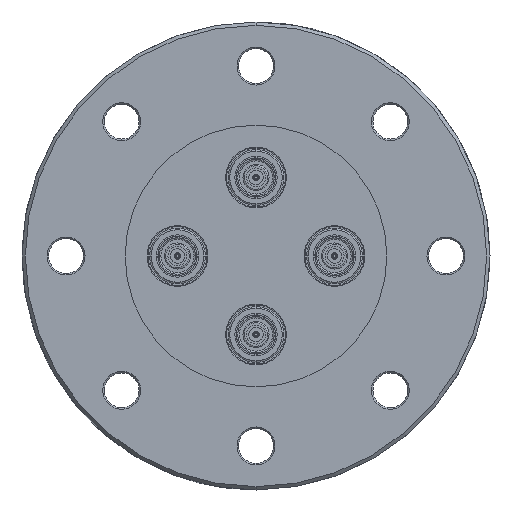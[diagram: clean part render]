
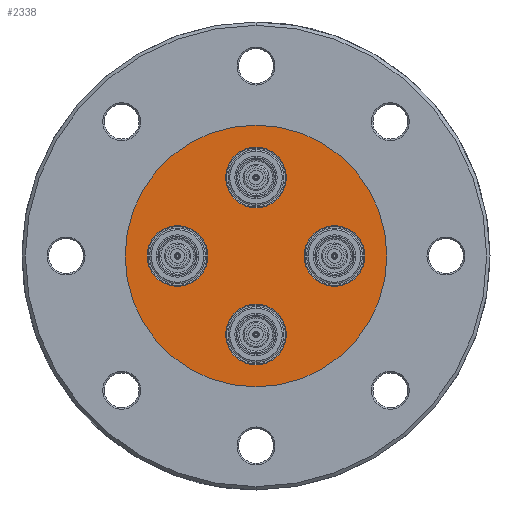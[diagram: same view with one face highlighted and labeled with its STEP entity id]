
A CAD part, front view. The second image highlights one B-rep face of the part: STEP entity #2338.
In plain terms, the highlighted planar face has unit normal (0, -1, 0).
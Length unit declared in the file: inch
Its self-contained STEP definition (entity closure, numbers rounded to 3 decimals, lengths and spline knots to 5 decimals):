
#161 = VERTEX_POINT ( 'NONE', #8742 ) ;
#217 = EDGE_CURVE ( 'NONE', #1711, #1032, #355, .T. ) ;
#332 = EDGE_CURVE ( 'NONE', #2272, #5760, #1057, .T. ) ;
#355 = CIRCLE ( 'NONE', #5326, 0.29 ) ;
#491 = AXIS2_PLACEMENT_3D ( 'NONE', #584, #6694, #2675 ) ;
#529 = DIRECTION ( 'NONE',  ( 1., 0., 0. ) ) ;
#584 = CARTESIAN_POINT ( 'NONE',  ( -0.75, -0.237, 0. ) ) ;
#665 = CARTESIAN_POINT ( 'NONE',  ( 0., -0.237, -0.75 ) ) ;
#819 = CARTESIAN_POINT ( 'NONE',  ( 0., -0.237, 0. ) ) ;
#908 = DIRECTION ( 'NONE',  ( 0., -1., 0. ) ) ;
#957 = DIRECTION ( 'NONE',  ( 0., 0., -1. ) ) ;
#1027 = CIRCLE ( 'NONE', #3588, 0.29 ) ;
#1032 = VERTEX_POINT ( 'NONE', #6893 ) ;
#1057 = CIRCLE ( 'NONE', #6911, 1.25 ) ;
#1265 = CARTESIAN_POINT ( 'NONE',  ( 0., -0.237, 0. ) ) ;
#1434 = DIRECTION ( 'NONE',  ( -1., 0., 0. ) ) ;
#1699 = EDGE_CURVE ( 'NONE', #161, #4741, #1027, .T. ) ;
#1711 = VERTEX_POINT ( 'NONE', #8513 ) ;
#1768 = VERTEX_POINT ( 'NONE', #1772 ) ;
#1772 = CARTESIAN_POINT ( 'NONE',  ( -0.75, -0.237, 0.29 ) ) ;
#1785 = DIRECTION ( 'NONE',  ( 0., -1., 0. ) ) ;
#1826 = DIRECTION ( 'NONE',  ( 0., 0., -1. ) ) ;
#2006 = CARTESIAN_POINT ( 'NONE',  ( -0.75, -0.237, -0.29 ) ) ;
#2272 = VERTEX_POINT ( 'NONE', #4707 ) ;
#2317 = EDGE_LOOP ( 'NONE', ( #3407, #6260 ) ) ;
#2338 = ADVANCED_FACE ( 'NONE', ( #4079, #5473, #4662, #4611, #7344 ), #6005, .T. ) ;
#2626 = EDGE_CURVE ( 'NONE', #1032, #1711, #3008, .T. ) ;
#2664 = CARTESIAN_POINT ( 'NONE',  ( 0.75, -0.237, 0.29 ) ) ;
#2675 = DIRECTION ( 'NONE',  ( 0., 0., 1. ) ) ;
#2755 = CIRCLE ( 'NONE', #7042, 1.25 ) ;
#2880 = CARTESIAN_POINT ( 'NONE',  ( 0.75, -0.237, -0.29 ) ) ;
#3008 = CIRCLE ( 'NONE', #7998, 0.29 ) ;
#3236 = AXIS2_PLACEMENT_3D ( 'NONE', #4688, #6740, #6107 ) ;
#3270 = DIRECTION ( 'NONE',  ( 0., -1., 0. ) ) ;
#3322 = DIRECTION ( 'NONE',  ( 0., -1., 0. ) ) ;
#3332 = CIRCLE ( 'NONE', #491, 0.29 ) ;
#3391 = ORIENTED_EDGE ( 'NONE', *, *, #8259, .F. ) ;
#3407 = ORIENTED_EDGE ( 'NONE', *, *, #6258, .F. ) ;
#3500 = ORIENTED_EDGE ( 'NONE', *, *, #1699, .F. ) ;
#3588 = AXIS2_PLACEMENT_3D ( 'NONE', #8549, #6509, #529 ) ;
#3649 = AXIS2_PLACEMENT_3D ( 'NONE', #5940, #7369, #1826 ) ;
#3668 = CARTESIAN_POINT ( 'NONE',  ( 0.75, -0.237, 0. ) ) ;
#3925 = ORIENTED_EDGE ( 'NONE', *, *, #217, .F. ) ;
#3983 = DIRECTION ( 'NONE',  ( 0., -1., 0. ) ) ;
#4079 = FACE_BOUND ( 'NONE', #8296, .T. ) ;
#4611 = FACE_BOUND ( 'NONE', #2317, .T. ) ;
#4662 = FACE_BOUND ( 'NONE', #8618, .T. ) ;
#4688 = CARTESIAN_POINT ( 'NONE',  ( -0.75, -0.237, 0. ) ) ;
#4707 = CARTESIAN_POINT ( 'NONE',  ( 0., -0.237, 1.25 ) ) ;
#4708 = CARTESIAN_POINT ( 'NONE',  ( 0., -0.237, 0.75 ) ) ;
#4741 = VERTEX_POINT ( 'NONE', #7518 ) ;
#4783 = DIRECTION ( 'NONE',  ( 0., 0., -1. ) ) ;
#4977 = CARTESIAN_POINT ( 'NONE',  ( 0., -0.237, 0. ) ) ;
#5106 = EDGE_CURVE ( 'NONE', #6901, #7474, #5214, .T. ) ;
#5214 = CIRCLE ( 'NONE', #3649, 0.29 ) ;
#5224 = DIRECTION ( 'NONE',  ( 0., 0., -1. ) ) ;
#5326 = AXIS2_PLACEMENT_3D ( 'NONE', #7556, #908, #1434 ) ;
#5473 = FACE_BOUND ( 'NONE', #6481, .T. ) ;
#5522 = CIRCLE ( 'NONE', #3236, 0.29 ) ;
#5526 = CARTESIAN_POINT ( 'NONE',  ( 0., -0.237, -1.25 ) ) ;
#5555 = EDGE_CURVE ( 'NONE', #4741, #161, #5662, .T. ) ;
#5662 = CIRCLE ( 'NONE', #7926, 0.29 ) ;
#5760 = VERTEX_POINT ( 'NONE', #5526 ) ;
#5790 = ORIENTED_EDGE ( 'NONE', *, *, #5555, .F. ) ;
#5940 = CARTESIAN_POINT ( 'NONE',  ( 0.75, -0.237, 0. ) ) ;
#6005 = PLANE ( 'NONE',  #6297 ) ;
#6107 = DIRECTION ( 'NONE',  ( 0., 0., 1. ) ) ;
#6234 = ORIENTED_EDGE ( 'NONE', *, *, #2626, .F. ) ;
#6258 = EDGE_CURVE ( 'NONE', #7474, #6901, #8643, .T. ) ;
#6260 = ORIENTED_EDGE ( 'NONE', *, *, #5106, .F. ) ;
#6297 = AXIS2_PLACEMENT_3D ( 'NONE', #1265, #3983, #8189 ) ;
#6404 = EDGE_CURVE ( 'NONE', #6432, #1768, #5522, .T. ) ;
#6432 = VERTEX_POINT ( 'NONE', #2006 ) ;
#6481 = EDGE_LOOP ( 'NONE', ( #7183, #3391 ) ) ;
#6509 = DIRECTION ( 'NONE',  ( 0., -1., 0. ) ) ;
#6591 = EDGE_LOOP ( 'NONE', ( #7759, #8197 ) ) ;
#6694 = DIRECTION ( 'NONE',  ( 0., -1., 0. ) ) ;
#6740 = DIRECTION ( 'NONE',  ( 0., -1., 0. ) ) ;
#6893 = CARTESIAN_POINT ( 'NONE',  ( 0., -0.237, -0.46 ) ) ;
#6901 = VERTEX_POINT ( 'NONE', #2664 ) ;
#6911 = AXIS2_PLACEMENT_3D ( 'NONE', #819, #7685, #4783 ) ;
#7042 = AXIS2_PLACEMENT_3D ( 'NONE', #4977, #8602, #5224 ) ;
#7095 = AXIS2_PLACEMENT_3D ( 'NONE', #3668, #1785, #957 ) ;
#7183 = ORIENTED_EDGE ( 'NONE', *, *, #6404, .F. ) ;
#7344 = FACE_OUTER_BOUND ( 'NONE', #6591, .T. ) ;
#7369 = DIRECTION ( 'NONE',  ( 0., -1., 0. ) ) ;
#7389 = DIRECTION ( 'NONE',  ( 1., 0., 0. ) ) ;
#7474 = VERTEX_POINT ( 'NONE', #2880 ) ;
#7518 = CARTESIAN_POINT ( 'NONE',  ( 0., -0.237, 1.04 ) ) ;
#7556 = CARTESIAN_POINT ( 'NONE',  ( 0., -0.237, -0.75 ) ) ;
#7685 = DIRECTION ( 'NONE',  ( 0., -1., 0. ) ) ;
#7759 = ORIENTED_EDGE ( 'NONE', *, *, #8060, .T. ) ;
#7926 = AXIS2_PLACEMENT_3D ( 'NONE', #4708, #3270, #7389 ) ;
#7998 = AXIS2_PLACEMENT_3D ( 'NONE', #665, #3322, #8775 ) ;
#8060 = EDGE_CURVE ( 'NONE', #5760, #2272, #2755, .T. ) ;
#8189 = DIRECTION ( 'NONE',  ( 0., 0., -1. ) ) ;
#8197 = ORIENTED_EDGE ( 'NONE', *, *, #332, .T. ) ;
#8259 = EDGE_CURVE ( 'NONE', #1768, #6432, #3332, .T. ) ;
#8296 = EDGE_LOOP ( 'NONE', ( #3925, #6234 ) ) ;
#8513 = CARTESIAN_POINT ( 'NONE',  ( 0., -0.237, -1.04 ) ) ;
#8549 = CARTESIAN_POINT ( 'NONE',  ( 0., -0.237, 0.75 ) ) ;
#8602 = DIRECTION ( 'NONE',  ( 0., -1., 0. ) ) ;
#8618 = EDGE_LOOP ( 'NONE', ( #3500, #5790 ) ) ;
#8643 = CIRCLE ( 'NONE', #7095, 0.29 ) ;
#8742 = CARTESIAN_POINT ( 'NONE',  ( 0., -0.237, 0.46 ) ) ;
#8775 = DIRECTION ( 'NONE',  ( -1., 0., 0. ) ) ;
